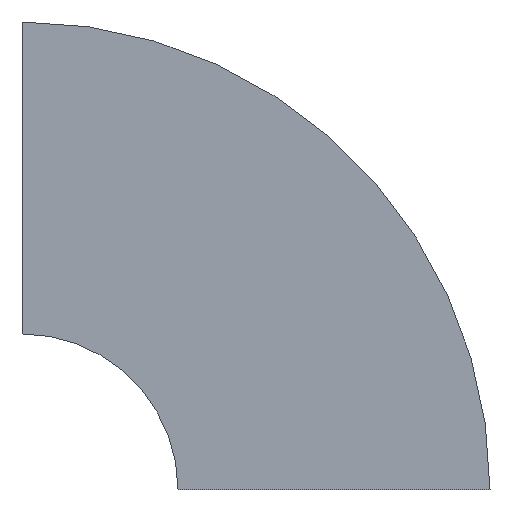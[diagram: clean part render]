
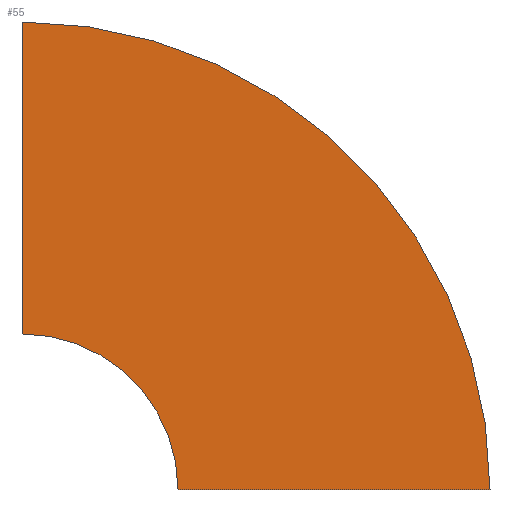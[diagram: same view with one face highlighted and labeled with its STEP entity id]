
A CAD part, top view. The second image highlights one B-rep face of the part: STEP entity #55.
In plain terms, the highlighted planar face has unit normal (0, 0, 1).
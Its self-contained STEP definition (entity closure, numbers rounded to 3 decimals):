
#14=CARTESIAN_POINT('',(0.,0.,0.));
#15=DIRECTION('',(0.,0.,1.));
#16=DIRECTION('',(1.,0.,0.));
#17=AXIS2_PLACEMENT_3D('',#14,#15,#16);
#19=DIRECTION('',(0.,1.,0.));
#20=VECTOR('',#19,2.);
#21=CARTESIAN_POINT('',(0.,1.,0.));
#22=LINE('',#21,#20);
#23=CARTESIAN_POINT('',(0.,0.,0.));
#24=DIRECTION('',(0.,0.,-1.));
#25=DIRECTION('',(0.,1.,0.));
#26=AXIS2_PLACEMENT_3D('',#23,#24,#25);
#28=DIRECTION('',(-1.,0.,0.));
#29=VECTOR('',#28,2.);
#30=CARTESIAN_POINT('',(3.,0.,0.));
#31=LINE('',#30,#29);
#32=CARTESIAN_POINT('',(0.,1.,0.));
#33=CARTESIAN_POINT('',(1.,0.,0.));
#34=VERTEX_POINT('',#32);
#35=VERTEX_POINT('',#33);
#36=CARTESIAN_POINT('',(3.,0.,0.));
#37=VERTEX_POINT('',#36);
#38=CARTESIAN_POINT('',(0.,3.,0.));
#39=VERTEX_POINT('',#38);
#40=CARTESIAN_POINT('',(0.,0.,0.));
#41=DIRECTION('',(0.,0.,1.));
#42=DIRECTION('',(1.,0.,0.));
#43=AXIS2_PLACEMENT_3D('',#40,#41,#42);
#44=PLANE('',#43);
#46=ORIENTED_EDGE('',*,*,#45,.T.);
#48=ORIENTED_EDGE('',*,*,#47,.T.);
#50=ORIENTED_EDGE('',*,*,#49,.T.);
#52=ORIENTED_EDGE('',*,*,#51,.T.);
#53=EDGE_LOOP('',(#46,#48,#50,#52));
#54=FACE_OUTER_BOUND('',#53,.F.);
#18=CIRCLE('',#17,1.);
#27=CIRCLE('',#26,3.);
#45=EDGE_CURVE('',#35,#34,#18,.T.);
#47=EDGE_CURVE('',#34,#39,#22,.T.);
#49=EDGE_CURVE('',#39,#37,#27,.T.);
#51=EDGE_CURVE('',#37,#35,#31,.T.);
#55=ADVANCED_FACE('',(#54),#44,.T.);
